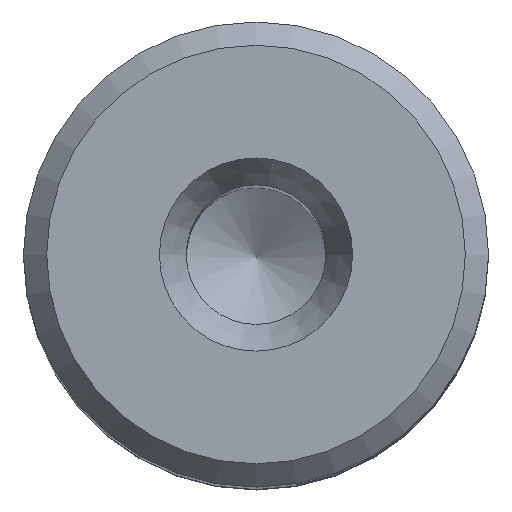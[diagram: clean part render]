
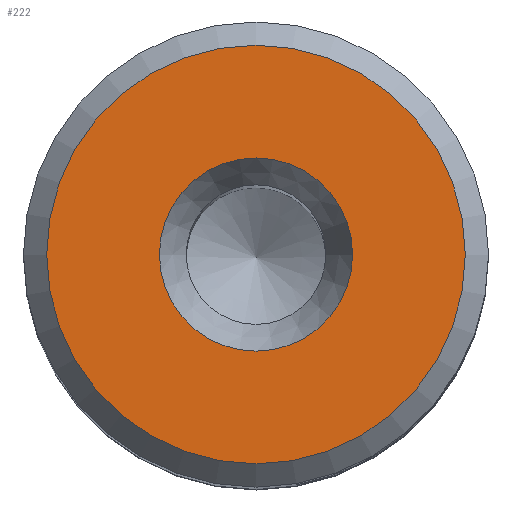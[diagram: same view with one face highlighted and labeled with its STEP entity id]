
A CAD part, top view. The second image highlights one B-rep face of the part: STEP entity #222.
In plain terms, the highlighted planar face has unit normal (0, 0, 1).
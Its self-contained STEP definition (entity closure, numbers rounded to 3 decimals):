
#193=PLANE('',#447);
#222=ADVANCED_FACE('',(#267,#268),#193,.T.);
#267=FACE_BOUND('',#302,.T.);
#268=FACE_BOUND('',#303,.T.);
#302=EDGE_LOOP('',(#341));
#303=EDGE_LOOP('',(#342));
#341=ORIENTED_EDGE('',*,*,#398,.T.);
#342=ORIENTED_EDGE('',*,*,#399,.T.);
#376=VERTEX_POINT('',#611);
#377=VERTEX_POINT('',#613);
#398=EDGE_CURVE('',#376,#376,#416,.T.);
#399=EDGE_CURVE('',#377,#377,#417,.T.);
#416=CIRCLE('',#445,4.155);
#417=CIRCLE('',#446,9.);
#445=AXIS2_PLACEMENT_3D('',#610,#510,#511);
#446=AXIS2_PLACEMENT_3D('',#612,#512,#513);
#447=AXIS2_PLACEMENT_3D('',#614,#514,#515);
#510=DIRECTION('',(0.,0.,-1.));
#511=DIRECTION('',(-1.,0.,0.));
#512=DIRECTION('',(0.,0.,1.));
#513=DIRECTION('',(1.,0.,0.));
#514=DIRECTION('',(0.,0.,1.));
#515=DIRECTION('',(1.,0.,0.));
#610=CARTESIAN_POINT('',(0.,0.,50.));
#611=CARTESIAN_POINT('',(-4.155,0.,50.));
#612=CARTESIAN_POINT('',(0.,0.,50.));
#613=CARTESIAN_POINT('',(9.,0.,50.));
#614=CARTESIAN_POINT('',(0.,0.,50.));
